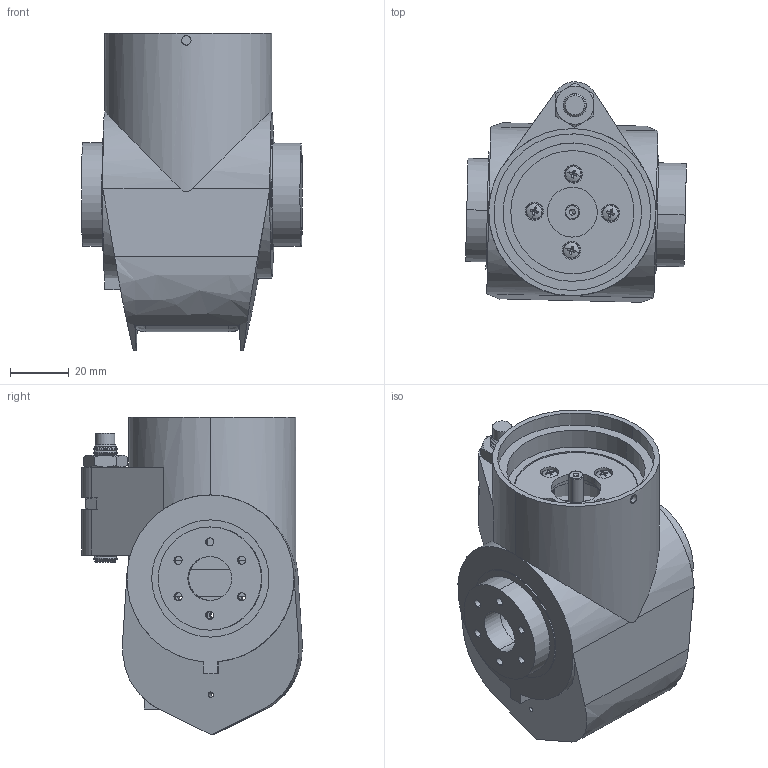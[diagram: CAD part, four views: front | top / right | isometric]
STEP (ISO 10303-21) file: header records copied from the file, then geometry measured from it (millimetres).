
FILE_DESCRIPTION (( 'STEP AP214' ), '1' );
FILE_NAME ('J5.STEP', '2023-04-29T00:02:25', ( '' ), ( '' ), 'SwSTEP 2.0', 'SolidWorks 2022', '' );
FILE_SCHEMA (( 'AUTOMOTIVE_DESIGN' ));
Length unit declared in the file: inch
Products named in the file (12): nema14_centro_Predeterminado; nema14_techo_Predeterminado; hex nut jam_am_B18.2.4.5M - Hex jam nut,  M8 x 1.25 --D-N; pan cross head_am_B18.6.7M - M3 x 0.5 x 16 Type I Cross Recessed PHMS --16S; wrist2; Ensamblaje_Nema14_Predeterminado; J5; nema14_eje_Predeterminado; nema14_base_Predeterminado; Sensor Indutivo_Valor predeterminado; Wrist_case; wristcover
Assembly tree (15 placements, depth 4):
  J5
    wrist2
      Wrist_case
      Sensor Indutivo_Valor predeterminado
      pan cross head_am_B18.6.7M - M3 x 0.5 x 16 Type I Cross Recessed PHMS --16S  x4
      Ensamblaje_Nema14_Predeterminado
        nema14_base_Predeterminado
        nema14_centro_Predeterminado
        nema14_eje_Predeterminado
        nema14_techo_Predeterminado
    wristcover
    hex nut jam_am_B18.2.4.5M - Hex jam nut,  M8 x 1.25 --D-N  x2
Bounding box: 75.32 x 75.08 x 108.28 mm (x, y, z)
Volume: 238915.9 mm3; surface area: 71853.9 mm2
Topology: 15 solids, 15 shells, 1358 faces, 3519 edges, 2203 vertices
Faces by surface type: cone 666, cylinder 490, plane 174, torus 12, bspline 8, sphere 8
Entity records: 25359 total; most frequent: CARTESIAN_POINT 4448, DIRECTION 4114, ORIENTED_EDGE 3602, EDGE_CURVE 1801, AXIS2_PLACEMENT_3D 1688, VERTEX_POINT 1137, CIRCLE 979, EDGE_LOOP 804
